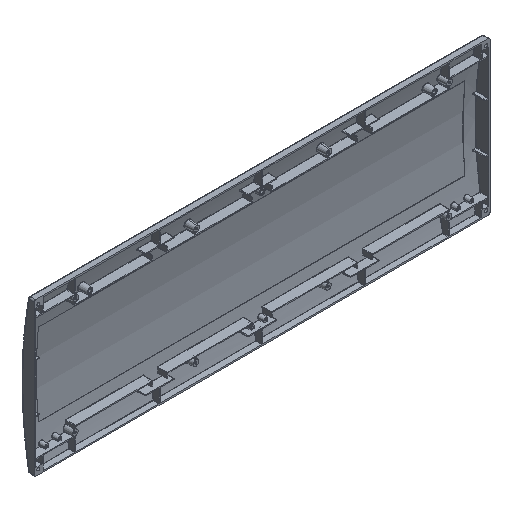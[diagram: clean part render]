
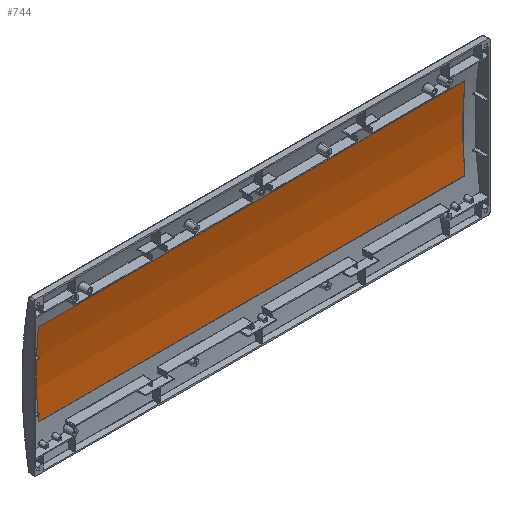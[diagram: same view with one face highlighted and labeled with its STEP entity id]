
A CAD part, isometric view. The second image highlights one B-rep face of the part: STEP entity #744.
In plain terms, the highlighted cylindrical face has radius 1109.3 mm (diameter 2218.6 mm), a partial arc.
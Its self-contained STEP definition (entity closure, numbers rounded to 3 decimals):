
#744=ADVANCED_FACE('',(#2541),#2542,.F.);
#2541=FACE_OUTER_BOUND('',#21686,.T.);
#2542=CYLINDRICAL_SURFACE('',#21687,1109.3);
#21686=EDGE_LOOP('',(#34239,#34240,#34241,#34242,#34243,#34244,#34245,#34246));
#21687=AXIS2_PLACEMENT_3D('',#34247,#34248,#34249);
#34239=ORIENTED_EDGE('',*,*,#38333,.F.);
#34240=ORIENTED_EDGE('',*,*,#38334,.T.);
#34241=ORIENTED_EDGE('',*,*,#38335,.T.);
#34242=ORIENTED_EDGE('',*,*,#38332,.T.);
#34243=ORIENTED_EDGE('',*,*,#38336,.F.);
#34244=ORIENTED_EDGE('',*,*,#38337,.F.);
#34245=ORIENTED_EDGE('',*,*,#38338,.T.);
#34246=ORIENTED_EDGE('',*,*,#38339,.T.);
#34247=CARTESIAN_POINT('',(0.0,-1074.5,0.0));
#34248=DIRECTION('',(1.0,-0.0,0.0));
#34249=DIRECTION('',(0.0,0.0,1.0));
#38332=EDGE_CURVE('',#42065,#42067,#42069,.T.);
#38333=EDGE_CURVE('',#42070,#42071,#42072,.T.);
#38334=EDGE_CURVE('',#42070,#42073,#42074,.T.);
#38335=EDGE_CURVE('',#42073,#42065,#42075,.T.);
#38336=EDGE_CURVE('',#42076,#42067,#42077,.T.);
#38337=EDGE_CURVE('',#42078,#42076,#42079,.T.);
#38338=EDGE_CURVE('',#42078,#42080,#42081,.T.);
#38339=EDGE_CURVE('',#42080,#42071,#42082,.T.);
#42065=VERTEX_POINT('',#53851);
#42067=VERTEX_POINT('',#53858);
#42069=LINE('',#53865,#53866);
#42070=VERTEX_POINT('',#53867);
#42071=VERTEX_POINT('',#53868);
#42072=B_SPLINE_CURVE_WITH_KNOTS('',3,(#53869,#53870,#53871,#53872,#53873,#53874,#53875,#53876,#53877),.UNSPECIFIED.,.F.,.F.,(4,1,1,1,1,1,4),(0.0,0.167,0.333,0.5,0.667,0.833,1.0),.UNSPECIFIED.);
#42073=VERTEX_POINT('',#53878);
#42074=CIRCLE('',#53879,1109.3);
#42075=B_SPLINE_CURVE_WITH_KNOTS('',3,(#53880,#53881,#53882,#53883,#53884,#53885,#53886,#53887,#53888),.UNSPECIFIED.,.F.,.F.,(4,1,1,1,1,1,4),(0.0,0.167,0.333,0.5,0.667,0.833,1.0),.UNSPECIFIED.);
#42076=VERTEX_POINT('',#53889);
#42077=B_SPLINE_CURVE_WITH_KNOTS('',3,(#53890,#53891,#53892,#53893,#53894,#53895,#53896,#53897,#53898),.UNSPECIFIED.,.F.,.F.,(4,1,1,1,1,1,4),(0.0,0.167,0.333,0.5,0.667,0.833,1.0),.UNSPECIFIED.);
#42078=VERTEX_POINT('',#53899);
#42079=CIRCLE('',#53900,1109.3);
#42080=VERTEX_POINT('',#53901);
#42081=B_SPLINE_CURVE_WITH_KNOTS('',3,(#53902,#53903,#53904,#53905,#53906,#53907,#53908,#53909,#53910),.UNSPECIFIED.,.F.,.F.,(4,1,1,1,1,1,4),(0.0,0.167,0.333,0.5,0.667,0.833,1.0),.UNSPECIFIED.);
#42082=LINE('',#53911,#53912);
#53851=CARTESIAN_POINT('',(582.624,29.081,112.498));
#53858=CARTESIAN_POINT('',(-582.624,29.081,112.498));
#53865=CARTESIAN_POINT('',(582.624,29.081,112.498));
#53866=VECTOR('',#58331,1165.249);
#53867=CARTESIAN_POINT('',(585.0,29.33,-110.022));
#53868=CARTESIAN_POINT('',(582.624,29.081,-112.498));
#53869=CARTESIAN_POINT('',(585.0,29.33,-110.022));
#53870=CARTESIAN_POINT('',(585.0,29.303,-110.294));
#53871=CARTESIAN_POINT('',(584.951,29.253,-110.792));
#53872=CARTESIAN_POINT('',(584.746,29.193,-111.396));
#53873=CARTESIAN_POINT('',(584.412,29.144,-111.879));
#53874=CARTESIAN_POINT('',(583.949,29.108,-112.231));
#53875=CARTESIAN_POINT('',(583.368,29.086,-112.446));
#53876=CARTESIAN_POINT('',(582.887,29.081,-112.498));
#53877=CARTESIAN_POINT('',(582.624,29.081,-112.498));
#53878=CARTESIAN_POINT('',(585.0,29.33,110.022));
#53879=AXIS2_PLACEMENT_3D('',#58332,#58333,#58334);
#53880=CARTESIAN_POINT('',(585.0,29.33,110.022));
#53881=CARTESIAN_POINT('',(585.0,29.303,110.294));
#53882=CARTESIAN_POINT('',(584.951,29.253,110.792));
#53883=CARTESIAN_POINT('',(584.746,29.193,111.396));
#53884=CARTESIAN_POINT('',(584.412,29.144,111.879));
#53885=CARTESIAN_POINT('',(583.949,29.108,112.231));
#53886=CARTESIAN_POINT('',(583.368,29.086,112.446));
#53887=CARTESIAN_POINT('',(582.887,29.081,112.498));
#53888=CARTESIAN_POINT('',(582.624,29.081,112.498));
#53889=CARTESIAN_POINT('',(-585.0,29.33,110.022));
#53890=CARTESIAN_POINT('',(-585.0,29.33,110.022));
#53891=CARTESIAN_POINT('',(-585.0,29.303,110.294));
#53892=CARTESIAN_POINT('',(-584.951,29.253,110.792));
#53893=CARTESIAN_POINT('',(-584.746,29.193,111.396));
#53894=CARTESIAN_POINT('',(-584.412,29.144,111.879));
#53895=CARTESIAN_POINT('',(-583.949,29.108,112.231));
#53896=CARTESIAN_POINT('',(-583.368,29.086,112.446));
#53897=CARTESIAN_POINT('',(-582.887,29.081,112.498));
#53898=CARTESIAN_POINT('',(-582.624,29.081,112.498));
#53899=CARTESIAN_POINT('',(-585.0,29.33,-110.022));
#53900=AXIS2_PLACEMENT_3D('',#58335,#58336,#58337);
#53901=CARTESIAN_POINT('',(-582.624,29.081,-112.498));
#53902=CARTESIAN_POINT('',(-585.0,29.33,-110.022));
#53903=CARTESIAN_POINT('',(-585.0,29.303,-110.294));
#53904=CARTESIAN_POINT('',(-584.951,29.253,-110.792));
#53905=CARTESIAN_POINT('',(-584.746,29.193,-111.396));
#53906=CARTESIAN_POINT('',(-584.412,29.144,-111.879));
#53907=CARTESIAN_POINT('',(-583.949,29.108,-112.231));
#53908=CARTESIAN_POINT('',(-583.368,29.086,-112.446));
#53909=CARTESIAN_POINT('',(-582.887,29.081,-112.498));
#53910=CARTESIAN_POINT('',(-582.624,29.081,-112.498));
#53911=CARTESIAN_POINT('',(-582.624,29.081,-112.498));
#53912=VECTOR('',#58338,1165.249);
#58331=DIRECTION('',(-1.0,0.0,0.0));
#58332=CARTESIAN_POINT('',(585.0,-1074.5,0.0));
#58333=DIRECTION('',(1.0,0.0,0.0));
#58334=DIRECTION('',(0.0,0.995,-0.099));
#58335=CARTESIAN_POINT('',(-585.0,-1074.5,0.0));
#58336=DIRECTION('',(1.0,0.0,0.0));
#58337=DIRECTION('',(0.0,0.995,-0.099));
#58338=DIRECTION('',(1.0,0.0,0.0));
